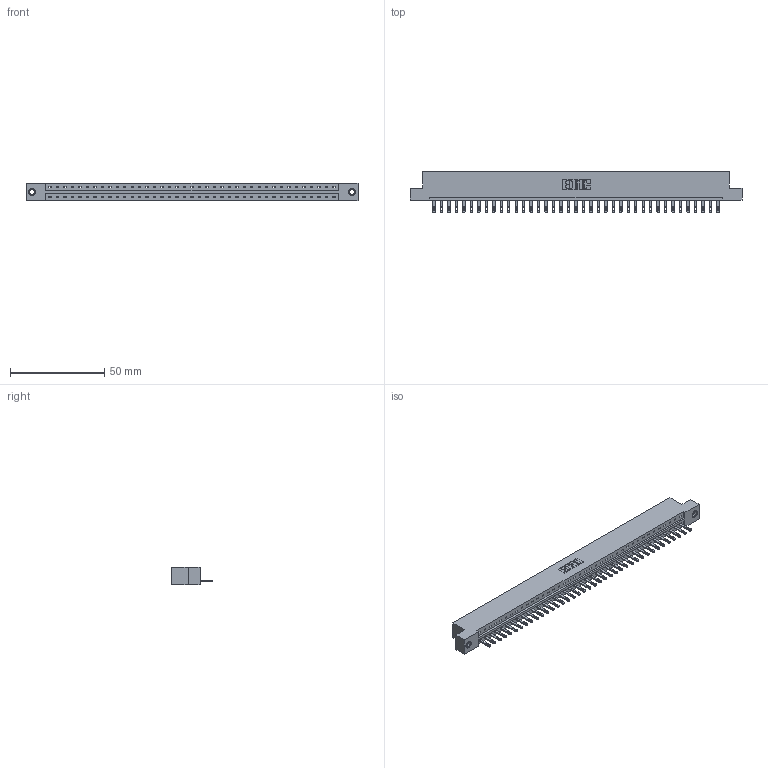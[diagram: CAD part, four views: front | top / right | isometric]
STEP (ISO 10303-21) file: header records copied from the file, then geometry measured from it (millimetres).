
FILE_DESCRIPTION (( 'STEP AP203' ), '1' );
FILE_NAME ('333-039-500-107.STEP', '2018-08-03T12:23:00', ( '' ), ( '' ), 'SwSTEP 2.0', 'SolidWorks 2016', '' );
FILE_SCHEMA (( 'CONFIG_CONTROL_DESIGN' ));
Length unit declared in the file: inch
Products named in the file (4): 333 Part_Flush - .156 Dia - TI; 345-292-001_345-293-100; 345-250-001_345-250-005-103; 333-039-500-107
Assembly tree (42 placements, depth 2):
  333-039-500-107
    333 Part_Flush - .156 Dia - TI
    345-292-001_345-293-100  x39
    345-250-001_345-250-005-103  x2
Bounding box: 176.07 x 21.85 x 9.4 mm (x, y, z)
Volume: 17702.7 mm3; surface area: 19266.7 mm2
Topology: 42 solids, 42 shells, 2280 faces, 6999 edges, 4658 vertices
Faces by surface type: plane 1506, cylinder 758, cone 12, torus 4
Entity records: 25346 total; most frequent: CARTESIAN_POINT 4354, ORIENTED_EDGE 4322, DIRECTION 3713, EDGE_CURVE 2161, VECTOR 2009, LINE 2009, VERTEX_POINT 1436, AXIS2_PLACEMENT_3D 852
